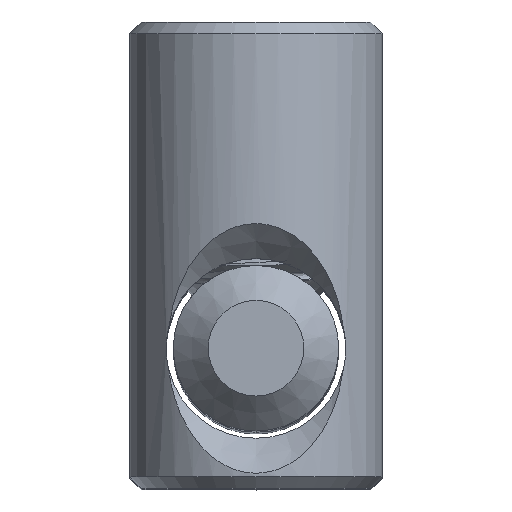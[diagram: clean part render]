
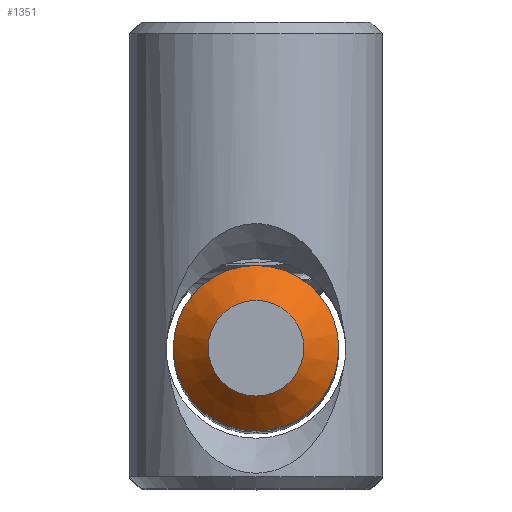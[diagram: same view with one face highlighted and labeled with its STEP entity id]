
A CAD part, top view. The second image highlights one B-rep face of the part: STEP entity #1351.
In plain terms, the highlighted conical face has half-angle 45 degrees and reference radius 2.05 mm.
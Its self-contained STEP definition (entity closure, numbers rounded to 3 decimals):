
#245=FACE_BOUND('',#444,.T.);
#273=CONICAL_SURFACE('',#1472,2.05,45.);
#332=FACE_OUTER_BOUND('',#443,.T.);
#443=EDGE_LOOP('',(#1000));
#444=EDGE_LOOP('',(#1001));
#525=CIRCLE('',#1462,3.55);
#530=CIRCLE('',#1473,2.05);
#606=VERTEX_POINT('',#4225);
#612=VERTEX_POINT('',#4284);
#745=EDGE_CURVE('',#606,#606,#525,.T.);
#751=EDGE_CURVE('',#612,#612,#530,.T.);
#1000=ORIENTED_EDGE('',*,*,#745,.F.);
#1001=ORIENTED_EDGE('',*,*,#751,.T.);
#1351=ADVANCED_FACE('',(#332,#245),#273,.T.);
#1462=AXIS2_PLACEMENT_3D('',#4226,#1695,#1696);
#1472=AXIS2_PLACEMENT_3D('',#4283,#1715,#1716);
#1473=AXIS2_PLACEMENT_3D('',#4285,#1717,#1718);
#1695=DIRECTION('center_axis',(0.,0.,-1.));
#1696=DIRECTION('ref_axis',(0.,1.,0.));
#1715=DIRECTION('center_axis',(0.,0.,-1.));
#1716=DIRECTION('ref_axis',(0.,1.,0.));
#1717=DIRECTION('center_axis',(0.,0.,-1.));
#1718=DIRECTION('ref_axis',(0.,1.,0.));
#4225=CARTESIAN_POINT('',(0.,9.55,8.5));
#4226=CARTESIAN_POINT('Origin',(0.,6.,8.5));
#4283=CARTESIAN_POINT('Origin',(0.,6.,10.));
#4284=CARTESIAN_POINT('',(0.,8.05,10.));
#4285=CARTESIAN_POINT('Origin',(0.,6.,10.));
